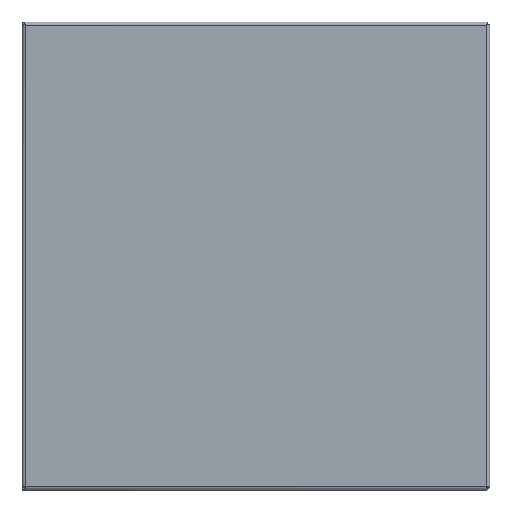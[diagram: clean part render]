
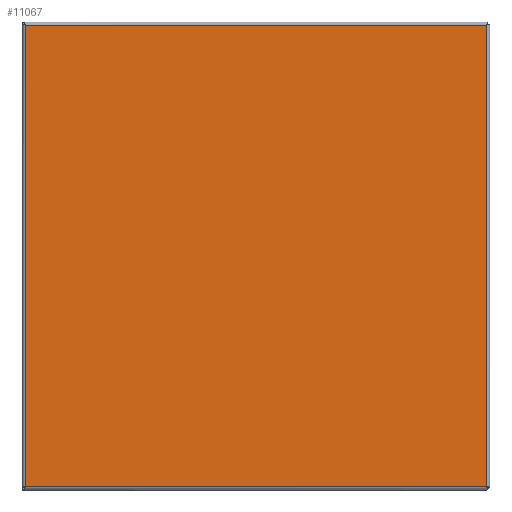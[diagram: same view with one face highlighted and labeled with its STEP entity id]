
A CAD part, top view. The second image highlights one B-rep face of the part: STEP entity #11067.
In plain terms, the highlighted planar face has unit normal (0, 0, 1).
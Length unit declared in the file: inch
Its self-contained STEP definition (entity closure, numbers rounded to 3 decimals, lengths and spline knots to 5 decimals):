
#195 = CARTESIAN_POINT ( 'NONE',  ( 4.08387, 0.10525, 0.074 ) ) ;
#477 = DIRECTION ( 'NONE',  ( -1., 0., 0. ) ) ;
#537 = CARTESIAN_POINT ( 'NONE',  ( 16.01975, 16.01975, 0.074 ) ) ;
#777 = EDGE_CURVE ( 'NONE', #2125, #11314, #6502, .T. ) ;
#1559 = ORIENTED_EDGE ( 'NONE', *, *, #777, .T. ) ;
#1678 = EDGE_CURVE ( 'NONE', #10447, #2125, #11757, .T. ) ;
#1680 = CARTESIAN_POINT ( 'NONE',  ( 16.01975, 0.10525, 0.074 ) ) ;
#2125 = VERTEX_POINT ( 'NONE', #4928 ) ;
#2475 = LINE ( 'NONE', #9168, #12409 ) ;
#2592 = EDGE_CURVE ( 'NONE', #11314, #5432, #9462, .T. ) ;
#3273 = ORIENTED_EDGE ( 'NONE', *, *, #9386, .T. ) ;
#3910 = VECTOR ( 'NONE', #12419, 39.37008 ) ;
#4186 = DIRECTION ( 'NONE',  ( 0., -1., 0. ) ) ;
#4207 = EDGE_LOOP ( 'NONE', ( #8382, #3273, #12025, #1559 ) ) ;
#4368 = DIRECTION ( 'NONE',  ( 0., 1., 0. ) ) ;
#4757 = CARTESIAN_POINT ( 'NONE',  ( 0.10525, 12.04112, 0.074 ) ) ;
#4928 = CARTESIAN_POINT ( 'NONE',  ( 0.10525, 0.10525, 0.074 ) ) ;
#5193 = CARTESIAN_POINT ( 'NONE',  ( 8.0625, 8.0625, 0.074 ) ) ;
#5432 = VERTEX_POINT ( 'NONE', #537 ) ;
#6167 = DIRECTION ( 'NONE',  ( 1., 0., 0. ) ) ;
#6364 = CARTESIAN_POINT ( 'NONE',  ( 16.01975, 4.08387, 0.074 ) ) ;
#6502 = LINE ( 'NONE', #195, #3910 ) ;
#6918 = VECTOR ( 'NONE', #4368, 39.37008 ) ;
#7979 = PLANE ( 'NONE',  #12397 ) ;
#8382 = ORIENTED_EDGE ( 'NONE', *, *, #2592, .T. ) ;
#9111 = CARTESIAN_POINT ( 'NONE',  ( 0.10525, 16.01975, 0.074 ) ) ;
#9168 = CARTESIAN_POINT ( 'NONE',  ( 12.04112, 16.01975, 0.074 ) ) ;
#9207 = VECTOR ( 'NONE', #4186, 39.37008 ) ;
#9386 = EDGE_CURVE ( 'NONE', #5432, #10447, #2475, .T. ) ;
#9462 = LINE ( 'NONE', #6364, #6918 ) ;
#10447 = VERTEX_POINT ( 'NONE', #9111 ) ;
#11067 = ADVANCED_FACE ( 'NONE', ( #12317 ), #7979, .T. ) ;
#11314 = VERTEX_POINT ( 'NONE', #1680 ) ;
#11757 = LINE ( 'NONE', #4757, #9207 ) ;
#11901 = DIRECTION ( 'NONE',  ( 0., 0., 1. ) ) ;
#12025 = ORIENTED_EDGE ( 'NONE', *, *, #1678, .T. ) ;
#12317 = FACE_OUTER_BOUND ( 'NONE', #4207, .T. ) ;
#12397 = AXIS2_PLACEMENT_3D ( 'NONE', #5193, #11901, #6167 ) ;
#12409 = VECTOR ( 'NONE', #477, 39.37008 ) ;
#12419 = DIRECTION ( 'NONE',  ( 1., 0., 0. ) ) ;
